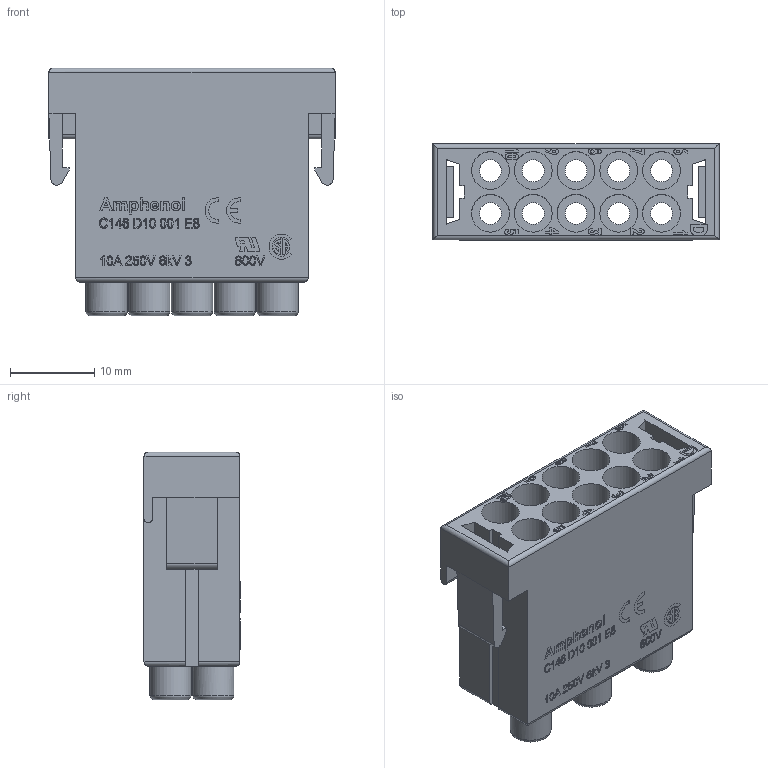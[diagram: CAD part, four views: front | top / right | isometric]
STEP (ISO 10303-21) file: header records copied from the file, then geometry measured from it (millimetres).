
FILE_DESCRIPTION(/* description */ (''),/* implementation_level */ '2;1');
FILE_NAME(/* name */ 'c146 d10 001 e8nxc001-02.stp',/* time_stamp */ '2021-04-14T12:41:31+02:00',/* author */ (''),/* organization */ (''),/* preprocessor_version */ 'ST-DEVELOPER v16.7',/* originating_system */ 'SIEMENS PLM Software NX 12.0',/* authorisation */ '');
FILE_SCHEMA (('AUTOMOTIVE_DESIGN { 1 0 10303 214 3 1 1 1 }'));
Length unit declared in the file: millimetre
Products named in the file (6): c146 d10 000 e8nxm001-04_35615ID; CSA-Logo_03-01_35619ID; UL-Logo_1.7-01_35621ID; CE-ZEICHEN_3-01_35617ID; c146 d10 001 e8nxm001-04_SOLID; c146 d10 001 e8nxc001-02
Assembly tree (5 placements, depth 3):
  c146 d10 001 e8nxc001-02
    c146 d10 001 e8nxm001-04_SOLID
      CE-ZEICHEN_3-01_35617ID
      UL-Logo_1.7-01_35621ID
      CSA-Logo_03-01_35619ID
      c146 d10 000 e8nxm001-04_35615ID
Bounding box: 34 x 11.4 x 29.4 mm (x, y, z)
Volume: 4838 mm3; surface area: 7128.5 mm2
Topology: 1 solids, 1 shells, 665 faces, 1665 edges, 1110 vertices
Faces by surface type: plane 442, extrusion 143, cylinder 75, bspline 5
Full cylindrical faces by diameter (mm): 0.192 x1, 0.384 x1, 2.6 x10, 3.5 x10, 4.5 x10, 4.9 x5
Entity records: 24810 total; most frequent: CARTESIAN_POINT 7832, ORIENTED_EDGE 3194, DIRECTION 2473, EDGE_CURVE 1597, VERTEX_POINT 1087, VECTOR 1013, LINE 870, EDGE_LOOP 842
